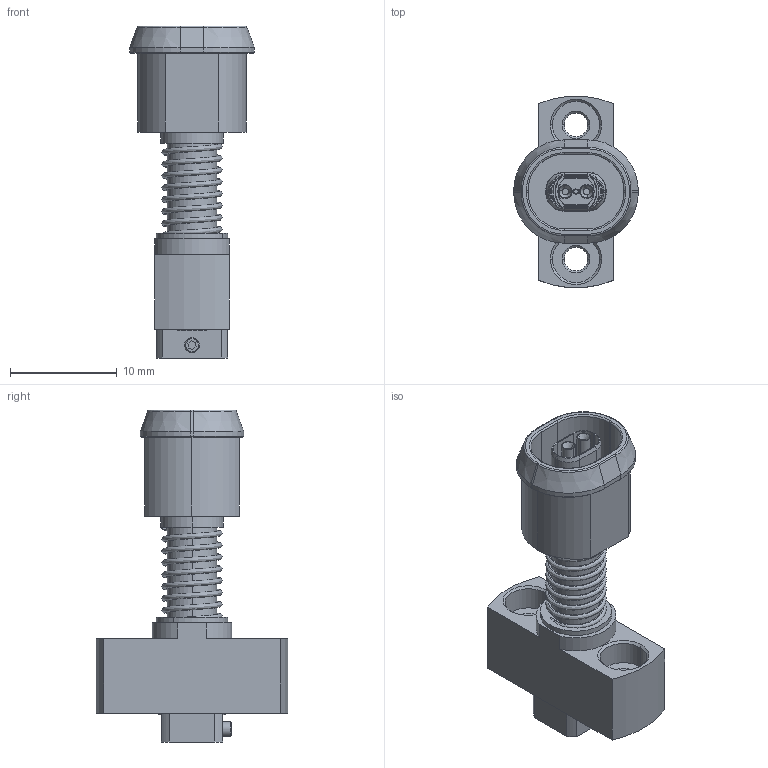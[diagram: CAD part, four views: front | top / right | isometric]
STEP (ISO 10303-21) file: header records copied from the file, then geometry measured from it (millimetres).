
FILE_DESCRIPTION (( 'STEP AP214' ), '1' );
FILE_NAME ('MOD-1089316-HF77-0003BG01-1WP.STEP', '2024-04-11T11:23:32', ( 'FEINMETALL GmbH ' ), ( 'FEINMETALL GmbH ' ), 'SwSTEP 2.0', 'SolidWorks 2020', '' );
FILE_SCHEMA (( 'AUTOMOTIVE_DESIGN' ));
Length unit declared in the file: millimetre
Products named in the file (1): MOD-1089316-HF77-0003BG01-1WP
Bounding box: 11.7 x 17.94 x 31.16 mm (x, y, z)
Volume: 1449.9 mm3; surface area: 2557.3 mm2
Topology: 2 solids, 3 shells, 704 faces, 1965 edges, 1245 vertices
Faces by surface type: plane 339, cylinder 171, cone 166, torus 20, sphere 4, bspline 4
Entity records: 33580 total; most frequent: CARTESIAN_POINT 8050, ORIENTED_EDGE 3890, DIRECTION 3859, EDGE_CURVE 1945, AXIS2_PLACEMENT_3D 1471, VERTEX_POINT 1241, VECTOR 917, LINE 917
